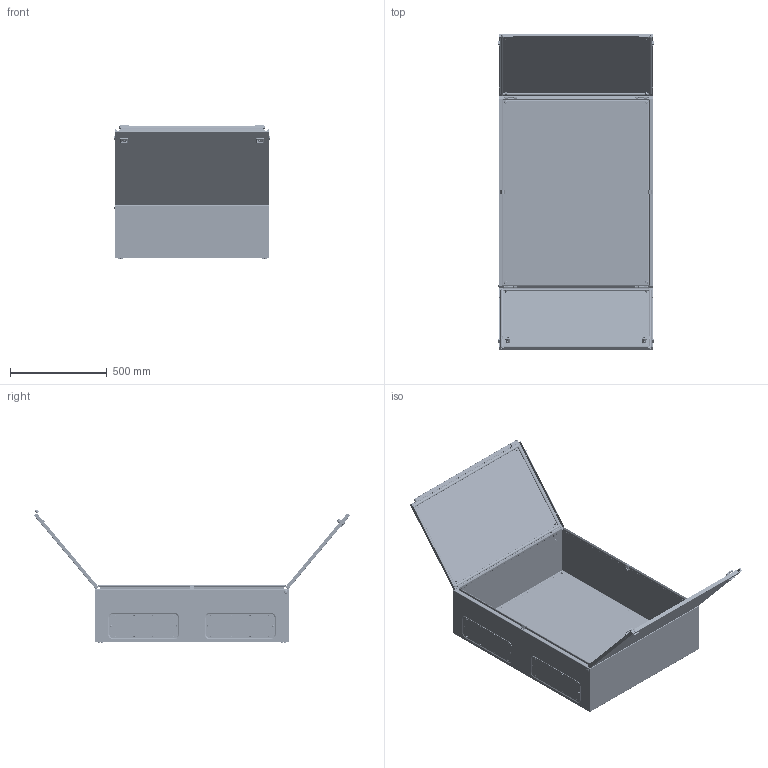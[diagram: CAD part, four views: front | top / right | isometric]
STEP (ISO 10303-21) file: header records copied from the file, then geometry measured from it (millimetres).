
FILE_DESCRIPTION (( 'STEP AP203' ), '1' );
FILE_NAME ('800x1000x300 R5CE0813.step', '2012-04-04T13:53:47', ( 'User' ), ( 'DKC' ), 'SwSTEP 2.0', 'SolidWorks 2011', '' );
FILE_SCHEMA (( 'CONFIG_CONTROL_DESIGN' ));
Products named in the file (43): 800x1000x300 R5CE0813; AC00C380 for transportation_Default; Double left dead door CE assemble 11111_800õ1000 CB02C269; foam rubber CE_800; Dead door left side CE 11111_800x1000; Mounting plates CE 11111_800x1000; Sealant of perno AC00C409; Perno AC00C401_AC00C401; Double right dead door CE assemble 11111_800õ1000 CB02C268; Çåðêàëüíî îòðàçèòüHandle small door CE; Çåðêàëüíî îòðàçèòüSealant AC00356; Çåðêàëüíî îòðàçèòüAC00C348; Çåðêàëüíî îòðàçèòüLinguetta CE_handle CE; Çåðêàëüíî îòðàçèòüInserto a doppio pettine AC00C443_AC00C343; Çåðêàëüíî îòðàçèòüBASETTA ESTERNA PER BOX AC00C503_AC00C503; sealant for door CE_800x500; CERNIERA SALDATA_Default; End-cup AC00C112_Default; MOLLA AC00C344_AC00C344; Handle small door CE; Sealant AC00356; AC00C348; Hex Flange Bolt M6x10_ISO 4162 - M6 x 12 x 12-S; Linguetta CE_handle CE; Inserto a doppio pettine AC00C443_AC00C343; BASETTA ESTERNA PER BOX AC00C503_AC00C503; Dead door right side CE 11111_800x1000; Frames CE 2 windows assemble 11111_800x1000x300 R5CE0813; AC00C316_AC00C316; AC00C402_Default; end-cap_AC00C061; land; Tapping screw 4.8x9.5 AC00C352_AC00C352; Tapping screw 4.2x16_Tapping screw 4.2x16; Blocchetto fissaggio cerniera AC00C354_AC00C354; CERNIERA AC00C399_Default; Flange nut M6_ISO 7044-M6-S; Perno M6 AC00C145_1; Sealant AC00C355; End-cup AC00C317_Default ...
Assembly tree (135 placements, depth 4):
  800x1000x300 R5CE0813
    AC00C380 for transportation_Default  x4
    Double left dead door CE assemble 11111_800õ1000 CB02C269
      land  x4
      End-cup AC00C112_Default  x4
      sealant for door CE_800x500
      end-cap_AC00C061  x2
      CERNIERA SALDATA_Default  x2
      Dead door left side CE 11111_800x1000
      foam rubber CE_800
    Perno AC00C401_AC00C401  x4
    Sealant of perno AC00C409  x4
    Mounting plates CE 11111_800x1000
    Double right dead door CE assemble 11111_800õ1000 CB02C268
      land  x4
      CERNIERA SALDATA_Default  x2
      Handle small door CE
        Linguetta CE_handle CE
        Hex Flange Bolt M6x10_ISO 4162 - M6 x 12 x 12-S
        BASETTA ESTERNA PER BOX AC00C503_AC00C503
        Sealant AC00356
        AC00C348
        Inserto a doppio pettine AC00C443_AC00C343
      End-cup AC00C112_Default  x4
      MOLLA AC00C344_AC00C344  x2
      end-cap_AC00C061  x2
      sealant for door CE_800x500
      Çåðêàëüíî îòðàçèòüHandle small door CE
        Çåðêàëüíî îòðàçèòüBASETTA ESTERNA PER BOX AC00C503_AC00C503
        Çåðêàëüíî îòðàçèòüInserto a doppio pettine AC00C443_AC00C343
        Çåðêàëüíî îòðàçèòüSealant AC00356
        Hex Flange Bolt M6x10_ISO 4162 - M6 x 12 x 12-S
        Çåðêàëüíî îòðàçèòüAC00C348
        Çåðêàëüíî îòðàçèòüLinguetta CE_handle CE
      Dead door right side CE 11111_800x1000
    Flange nut M6_ISO 7044-M6-S  x4
    Frames CE 2 windows assemble 11111_800x1000x300 R5CE0813
      End-cup AC00C317_Default  x4
      Tapping screw 4.8x9.5 AC00C352_AC00C352  x20
      Flange nut M6_ISO 7044-M6-S  x4
      Perno M6 AC00C145_1  x4
      AC00C402_Default  x2
      Sealants of flange_327x97  x2
      Blocchetto fissaggio cerniera AC00C354_AC00C354  x4
      Sealant AC00C355  x4
      CERNIERA AC00C399_Default  x4
      land  x6
      Tapping screw 4.2x16_Tapping screw 4.2x16  x8
      Flanges CE_327x97  x2
      end-cap_AC00C061  x4
      AC00C316_AC00C316
      Frames CE 2 windows 11111_800x1000x300
Bounding box: 804.6 x 1632.32 x 689.17 mm (x, y, z)
Volume: 6423961.8 mm3; surface area: 7598273.7 mm2
Topology: 144 solids, 144 shells, 11415 faces, 30352 edges, 19352 vertices
Faces by surface type: bspline 4312, cylinder 2868, plane 2219, cone 1698, torus 256, sphere 62
Entity records: 172503 total; most frequent: CARTESIAN_POINT 97160, ORIENTED_EDGE 15128, DIRECTION 13002, EDGE_CURVE 7564, VERTEX_POINT 4764, AXIS2_PLACEMENT_3D 4647, VECTOR 3708, LINE 3708
